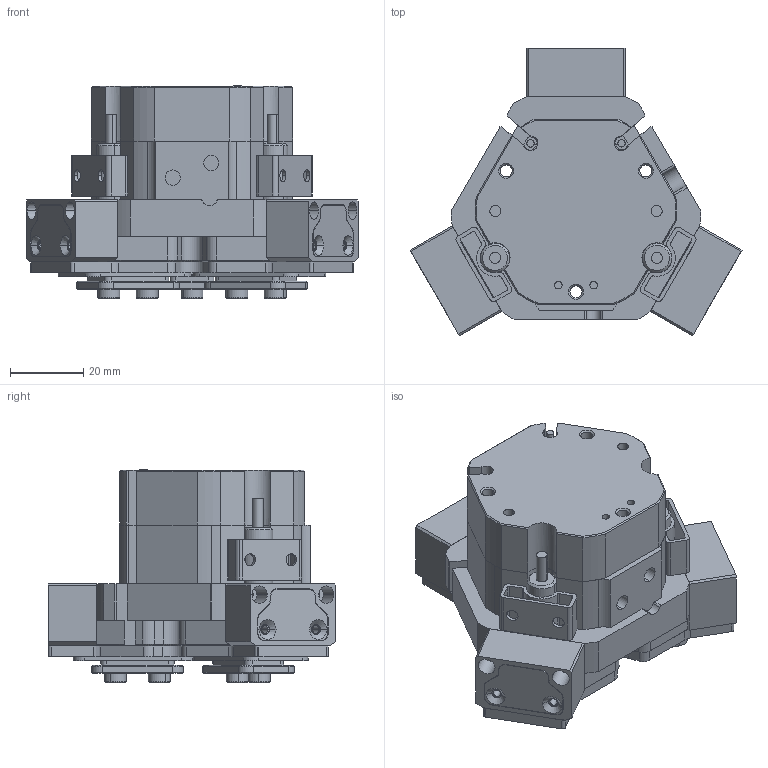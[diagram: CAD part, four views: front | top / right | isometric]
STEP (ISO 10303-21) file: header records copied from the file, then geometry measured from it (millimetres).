
FILE_DESCRIPTION (( 'STEP AP203' ), '1' );
FILE_NAME ('FZ34-68-P-NC.STEP', '2025-01-15T08:23:50', ( 'USER-' ), ( 'Microsoft' ), 'SwSTEP 2.0', 'SolidWorks 2018', '' );
FILE_SCHEMA (( 'CONFIG_CONTROL_DESIGN' ));
Length unit declared in the file: millimetre
Products named in the file (19): ﾏ擎ﾗ6｡ﾁ4｡ﾁ5; TZT34-68-M-02 喘倛賑輸; TZT42-78-M-15 耜猾苤裔; 棠羲換覜ん; TZT34-68-M-13移动挡板(默认); 20241021-M3 換覜ん揤輸蛌; TZT34-68-M-01 褲极; TZT34-68-M-12耜猾极; TZT34-68-NC-22 晊扥极; 揤輸杅耀.sldasm-Part-9; 8x18諉輪羲壽; TZT34-68-M-14 忒硌薊啣; FZ34-68-P; FZ34-68-P-NC; 揤輸蚾饜极; TZT34-68-M-11奻葡裔啣; FZ34-68-C18; 16x8-R1.5; 埴翐芛_GB_FASTENER_SCREWS_HSHCS M2X8-N
Assembly tree (45 placements, depth 5):
  FZ34-68-P-NC
    FZ34-68-P
      TZT34-68-M-12耜猾极  x3
      TZT42-78-M-15 耜猾苤裔  x3
      TZT34-68-M-11奻葡裔啣
      TZT34-68-M-14 忒硌薊啣  x3
      TZT34-68-M-13移动挡板(默认)  x3
      FZ34-68-C18
        TZT34-68-M-01 褲极
        TZT34-68-M-02 喘倛賑輸  x3
        8x18諉輪羲壽  x2
        20241021-M3 換覜ん揤輸蛌  x2
        16x8-R1.5
        揤輸蚾饜极  x3
          揤輸杅耀.sldasm-Part-9
          埴翐芛_GB_FASTENER_SCREWS_HSHCS M2X8-N
        棠羲換覜ん  x2
        ﾏ擎ﾗ6｡ﾁ4｡ﾁ5  x6
      ﾏ擎ﾗ6｡ﾁ4｡ﾁ5  x6
    TZT34-68-NC-22 晊扥极
Bounding box: 90.58 x 78.44 x 58.19 mm (x, y, z)
Volume: 135335.5 mm3; surface area: 69125.6 mm2
Topology: 46 solids, 48 shells, 2295 faces, 5917 edges, 3751 vertices
Faces by surface type: plane 1070, cylinder 714, cone 344, bspline 155, torus 12
Entity records: 50718 total; most frequent: CARTESIAN_POINT 13954, ORIENTED_EDGE 7234, DIRECTION 6761, EDGE_CURVE 3617, VERTEX_POINT 2350, VECTOR 2343, LINE 2343, AXIS2_PLACEMENT_3D 2209
